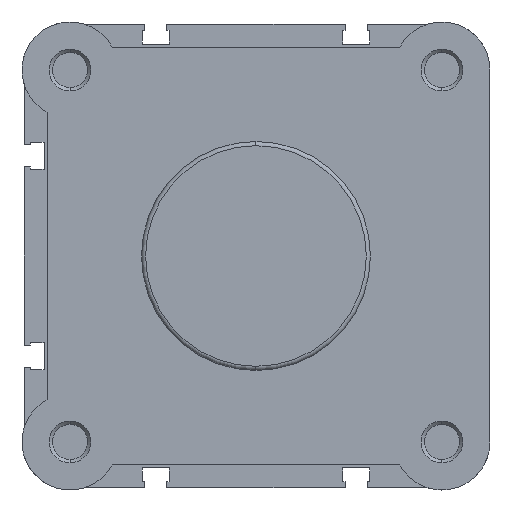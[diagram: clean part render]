
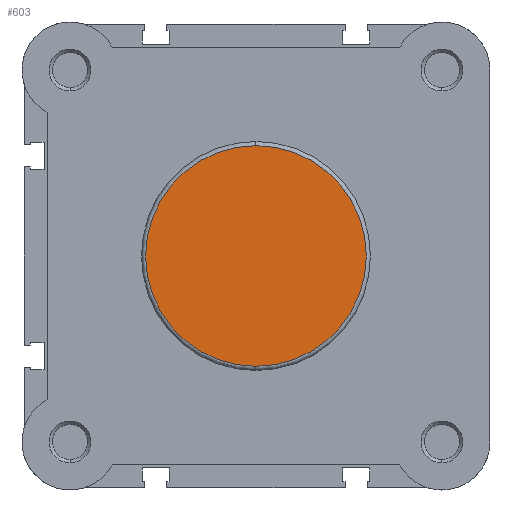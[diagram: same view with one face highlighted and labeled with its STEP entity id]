
A CAD part, left-side view. The second image highlights one B-rep face of the part: STEP entity #603.
In plain terms, the highlighted planar face has unit normal (-1, 0, 0).
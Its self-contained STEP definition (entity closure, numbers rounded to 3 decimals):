
#603 = ADVANCED_FACE ( 'NONE', ( #1400 ), #2578, .F. ) ;
#852 = ORIENTED_EDGE ( 'NONE', *, *, #5968, .T. ) ;
#853 = ORIENTED_EDGE ( 'NONE', *, *, #5906, .T. ) ;
#1046 = EDGE_LOOP ( 'NONE', ( #852, #853 ) ) ;
#1400 = FACE_OUTER_BOUND ( 'NONE', #1046, .T. ) ;
#1928 = VERTEX_POINT ( 'NONE', #3196 ) ;
#1929 = VERTEX_POINT ( 'NONE', #3197 ) ;
#2578 = PLANE ( 'NONE',  #6237 ) ;
#2581 = CARTESIAN_POINT ( 'NONE',  ( 0., 27.4, 0. ) ) ;
#2587 = DIRECTION ( 'NONE',  ( 1., 0., 0. ) ) ;
#2588 = DIRECTION ( 'NONE',  ( 0., 0., -1. ) ) ;
#3196 = CARTESIAN_POINT ( 'NONE',  ( 0., 0., 26.4 ) ) ;
#3197 = CARTESIAN_POINT ( 'NONE',  ( 0., 0., -26.4 ) ) ;
#4059 = CARTESIAN_POINT ( 'NONE',  ( 0., 0., 0. ) ) ;
#4060 = DIRECTION ( 'NONE',  ( -1., 0., 0. ) ) ;
#4061 = DIRECTION ( 'NONE',  ( 0., 0., -1. ) ) ;
#4210 = CARTESIAN_POINT ( 'NONE',  ( 0., 0., 0. ) ) ;
#4217 = DIRECTION ( 'NONE',  ( -1., 0., 0. ) ) ;
#4218 = DIRECTION ( 'NONE',  ( 0., 0., -1. ) ) ;
#5099 = CIRCLE ( 'NONE', #5568, 26.4 ) ;
#5187 = CIRCLE ( 'NONE', #5634, 26.4 ) ;
#5568 = AXIS2_PLACEMENT_3D ( 'NONE', #4059, #4060, #4061 ) ;
#5634 = AXIS2_PLACEMENT_3D ( 'NONE', #4210, #4217, #4218 ) ;
#5906 = EDGE_CURVE ( 'NONE', #1928, #1929, #5099, .T. ) ;
#5968 = EDGE_CURVE ( 'NONE', #1929, #1928, #5187, .T. ) ;
#6237 = AXIS2_PLACEMENT_3D ( 'NONE', #2581, #2587, #2588 ) ;
